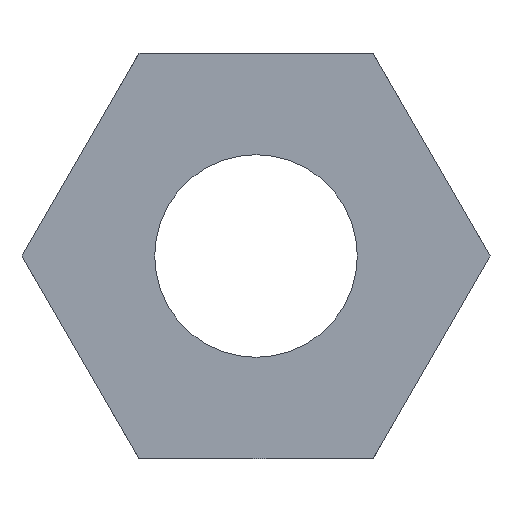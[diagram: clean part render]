
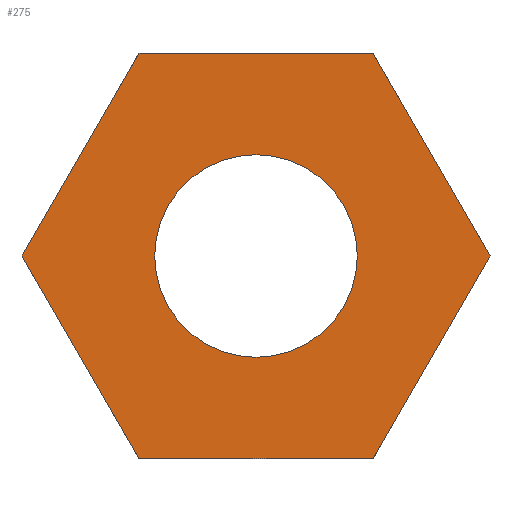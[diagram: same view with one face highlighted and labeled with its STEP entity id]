
A CAD part, left-side view. The second image highlights one B-rep face of the part: STEP entity #275.
In plain terms, the highlighted planar face has unit normal (-1, 0, 0).
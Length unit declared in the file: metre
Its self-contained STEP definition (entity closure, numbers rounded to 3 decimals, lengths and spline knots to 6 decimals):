
#27=CIRCLE('',#303,0.003175);
#37=LINE('',#407,#55);
#40=LINE('',#422,#58);
#44=LINE('',#453,#62);
#47=LINE('',#475,#65);
#49=LINE('',#488,#67);
#52=LINE('',#516,#70);
#55=VECTOR('',#324,1.);
#58=VECTOR('',#329,1.);
#62=VECTOR('',#335,1.);
#65=VECTOR('',#340,1.);
#67=VECTOR('',#344,1.);
#70=VECTOR('',#349,1.);
#122=ORIENTED_EDGE('',*,*,#178,.F.);
#123=ORIENTED_EDGE('',*,*,#151,.T.);
#124=ORIENTED_EDGE('',*,*,#155,.T.);
#125=ORIENTED_EDGE('',*,*,#162,.T.);
#126=ORIENTED_EDGE('',*,*,#167,.T.);
#127=ORIENTED_EDGE('',*,*,#170,.T.);
#128=ORIENTED_EDGE('',*,*,#176,.T.);
#151=EDGE_CURVE('',#190,#189,#37,.T.);
#155=EDGE_CURVE('',#189,#193,#40,.T.);
#162=EDGE_CURVE('',#193,#198,#44,.T.);
#167=EDGE_CURVE('',#198,#202,#47,.T.);
#170=EDGE_CURVE('',#202,#205,#49,.T.);
#176=EDGE_CURVE('',#205,#190,#52,.T.);
#178=EDGE_CURVE('',#210,#210,#27,.T.);
#189=VERTEX_POINT('',#406);
#190=VERTEX_POINT('',#408);
#193=VERTEX_POINT('',#421);
#198=VERTEX_POINT('',#452);
#202=VERTEX_POINT('',#474);
#205=VERTEX_POINT('',#487);
#210=VERTEX_POINT('',#521);
#233=EDGE_LOOP('',(#122));
#234=EDGE_LOOP('',(#123,#124,#125,#126,#127,#128));
#251=FACE_BOUND('',#233,.T.);
#252=FACE_BOUND('',#234,.T.);
#266=PLANE('',#311);
#275=ADVANCED_FACE('',(#251,#252),#266,.F.);
#303=AXIS2_PLACEMENT_3D('',#520,#354,#355);
#311=AXIS2_PLACEMENT_3D('',#529,#370,#371);
#324=DIRECTION('',(0.,0.5,0.866));
#329=DIRECTION('',(0.,1.,0.));
#335=DIRECTION('',(0.,0.5,-0.866));
#340=DIRECTION('',(0.,-0.5,-0.866));
#344=DIRECTION('',(0.,-1.,0.));
#349=DIRECTION('',(0.,-0.5,0.866));
#354=DIRECTION('',(-1.,0.,0.));
#355=DIRECTION('',(0.,1.,0.));
#370=DIRECTION('',(1.,0.,0.));
#371=DIRECTION('',(0.,1.,0.));
#406=CARTESIAN_POINT('',(-0.33453,0.317066,0.05255));
#407=CARTESIAN_POINT('',(-0.33453,0.315233,0.049375));
#408=CARTESIAN_POINT('',(-0.33453,0.3134,0.0462));
#421=CARTESIAN_POINT('',(-0.33453,0.324398,0.05255));
#422=CARTESIAN_POINT('',(-0.33453,0.320732,0.05255));
#452=CARTESIAN_POINT('',(-0.33453,0.328064,0.0462));
#453=CARTESIAN_POINT('',(-0.33453,0.326231,0.049375));
#474=CARTESIAN_POINT('',(-0.33453,0.324398,0.03985));
#475=CARTESIAN_POINT('',(-0.33453,0.326231,0.043025));
#487=CARTESIAN_POINT('',(-0.33453,0.317066,0.03985));
#488=CARTESIAN_POINT('',(-0.33453,0.320732,0.03985));
#516=CARTESIAN_POINT('',(-0.33453,0.315233,0.043025));
#520=CARTESIAN_POINT('',(-0.33453,0.320732,0.0462));
#521=CARTESIAN_POINT('',(-0.33453,0.323907,0.0462));
#529=CARTESIAN_POINT('',(-0.33453,0.320732,0.311958));
